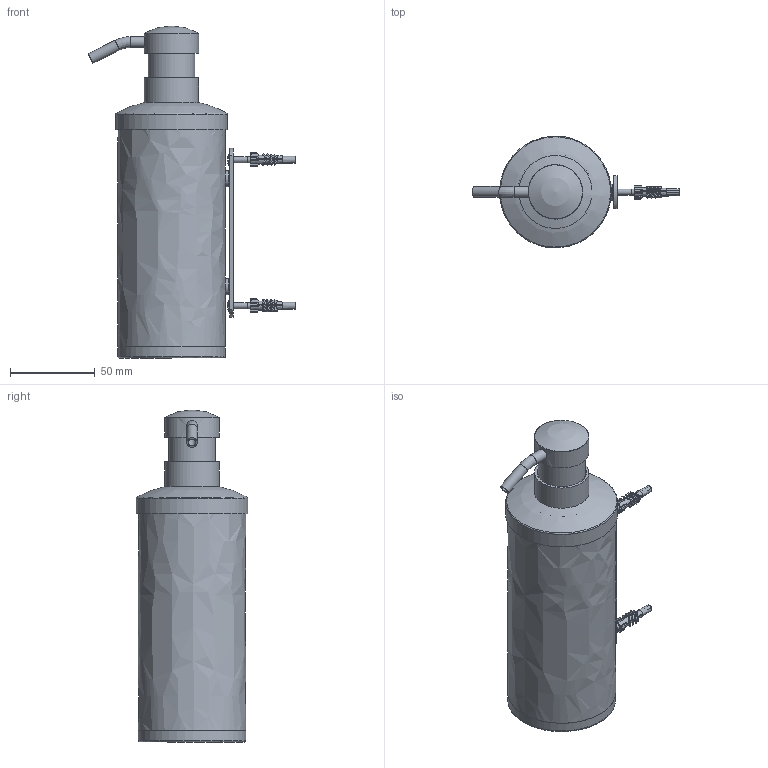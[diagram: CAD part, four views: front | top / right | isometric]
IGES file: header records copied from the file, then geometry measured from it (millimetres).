
Global section: file name: L303; native system: Autodesk Inventor 2018; preprocessor: unknown; author: adaniels; date: 20190131.083957; units: millimetre
Bounding box: 122.42 x 65.59 x 195.52 mm (x, y, z)
Volume: 122958.7 mm3; surface area: 158936.5 mm2
Topology: 16 solids, 16 shells, 1297 faces, 3825 edges, 2573 vertices
Faces by surface type: bspline 1297
